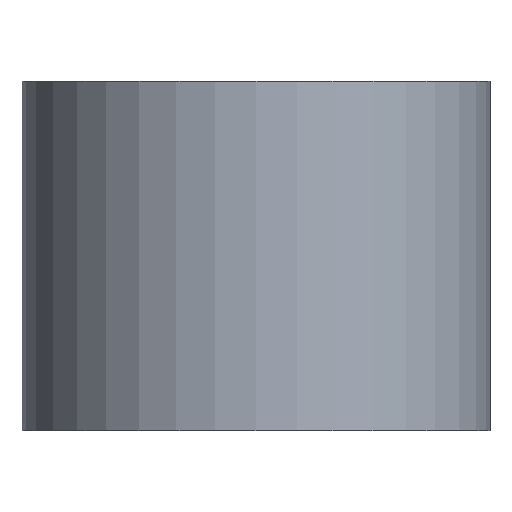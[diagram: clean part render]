
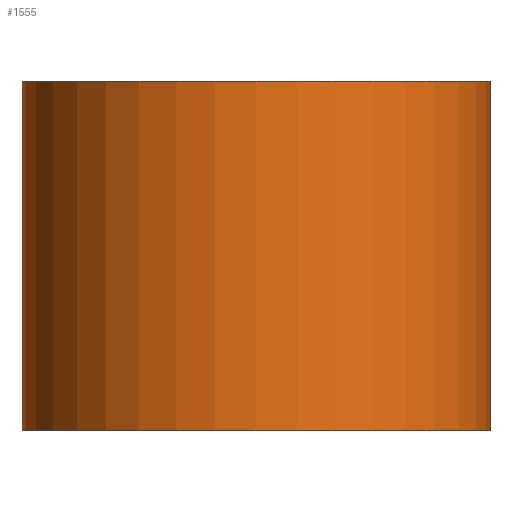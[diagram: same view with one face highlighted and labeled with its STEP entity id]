
A CAD part, front view. The second image highlights one B-rep face of the part: STEP entity #1555.
In plain terms, the highlighted cylindrical face has radius 24.75 mm (diameter 49.5 mm), a full revolution.
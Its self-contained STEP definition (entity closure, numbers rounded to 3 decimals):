
#250=FACE_OUTER_BOUND('',#344,.T.);
#344=EDGE_LOOP('',(#1426,#1427,#1428,#1429));
#502=LINE('',#2816,#660);
#660=VECTOR('',#2035,24.75);
#684=CIRCLE('',#1715,24.75);
#685=CIRCLE('',#1716,24.75);
#819=VERTEX_POINT('',#2813);
#820=VERTEX_POINT('',#2815);
#1024=EDGE_CURVE('',#819,#819,#684,.T.);
#1025=EDGE_CURVE('',#819,#820,#502,.T.);
#1026=EDGE_CURVE('',#820,#820,#685,.T.);
#1426=ORIENTED_EDGE('',*,*,#1024,.F.);
#1427=ORIENTED_EDGE('',*,*,#1025,.T.);
#1428=ORIENTED_EDGE('',*,*,#1026,.F.);
#1429=ORIENTED_EDGE('',*,*,#1025,.F.);
#1477=CYLINDRICAL_SURFACE('',#1714,24.75);
#1555=ADVANCED_FACE('',(#250),#1477,.T.);
#1714=AXIS2_PLACEMENT_3D('',#2812,#2031,#2032);
#1715=AXIS2_PLACEMENT_3D('',#2814,#2033,#2034);
#1716=AXIS2_PLACEMENT_3D('',#2817,#2036,#2037);
#2031=DIRECTION('center_axis',(0.,0.,-1.));
#2032=DIRECTION('ref_axis',(1.,0.,0.));
#2033=DIRECTION('center_axis',(0.,0.,-1.));
#2034=DIRECTION('ref_axis',(1.,0.,0.));
#2035=DIRECTION('',(0.,0.,1.));
#2036=DIRECTION('center_axis',(0.,0.,1.));
#2037=DIRECTION('ref_axis',(1.,0.,0.));
#2812=CARTESIAN_POINT('Origin',(56.8,12.6,133.25));
#2813=CARTESIAN_POINT('',(32.05,12.6,111.25));
#2814=CARTESIAN_POINT('Origin',(56.8,12.6,111.25));
#2815=CARTESIAN_POINT('',(32.05,12.6,148.25));
#2816=CARTESIAN_POINT('',(32.05,12.6,133.25));
#2817=CARTESIAN_POINT('Origin',(56.8,12.6,148.25));
